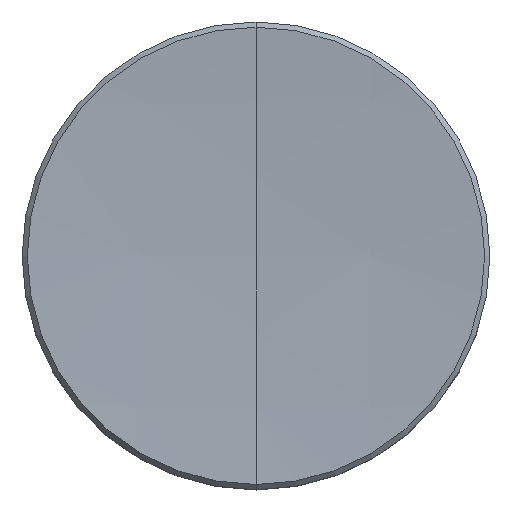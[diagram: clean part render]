
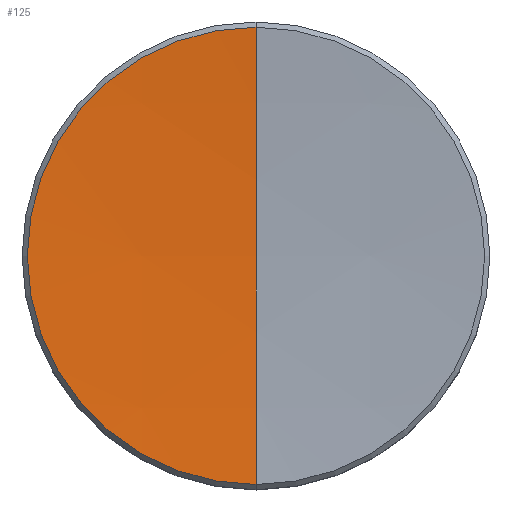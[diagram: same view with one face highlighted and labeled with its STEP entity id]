
A CAD part, top view. The second image highlights one B-rep face of the part: STEP entity #125.
In plain terms, the highlighted spherical face has radius 92 mm.
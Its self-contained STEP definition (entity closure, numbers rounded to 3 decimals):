
#37 = ORIENTED_EDGE ( 'NONE', *, *, #121, .T. ) ;
#38 = VERTEX_POINT ( 'NONE', #181 ) ;
#66 = ORIENTED_EDGE ( 'NONE', *, *, #67, .F. ) ;
#67 = EDGE_CURVE ( 'NONE', #105, #38, #145, .T. ) ;
#103 = EDGE_LOOP ( 'NONE', ( #122, #37, #66 ) ) ;
#105 = VERTEX_POINT ( 'NONE', #207 ) ;
#106 = VERTEX_POINT ( 'NONE', #206 ) ;
#121 = EDGE_CURVE ( 'NONE', #106, #38, #375, .T. ) ;
#122 = ORIENTED_EDGE ( 'NONE', *, *, #123, .F. ) ;
#123 = EDGE_CURVE ( 'NONE', #106, #105, #369, .T. ) ;
#125 = ADVANCED_FACE ( 'NONE', ( #364 ), #388, .F. ) ;
#142 = DIRECTION ( 'NONE',  ( -1., 0., 0. ) ) ;
#143 = CARTESIAN_POINT ( 'NONE',  ( 0., 0., 94. ) ) ;
#144 = AXIS2_PLACEMENT_3D ( 'NONE', #143, #142, #194 ) ;
#145 = CIRCLE ( 'NONE', #144, 92. ) ;
#181 = CARTESIAN_POINT ( 'NONE',  ( 0., 0., 2. ) ) ;
#194 = DIRECTION ( 'NONE',  ( 0., 0., 1. ) ) ;
#206 = CARTESIAN_POINT ( 'NONE',  ( 0., -6.209, 2.21 ) ) ;
#207 = CARTESIAN_POINT ( 'NONE',  ( 0., 6.209, 2.21 ) ) ;
#364 = FACE_OUTER_BOUND ( 'NONE', #103, .T. ) ;
#365 = DIRECTION ( 'NONE',  ( 0., 1., 0. ) ) ;
#366 = DIRECTION ( 'NONE',  ( 0., 0., -1. ) ) ;
#367 = CARTESIAN_POINT ( 'NONE',  ( 0., 0., 2.21 ) ) ;
#368 = AXIS2_PLACEMENT_3D ( 'NONE', #367, #366, #365 ) ;
#369 = CIRCLE ( 'NONE', #368, 6.209 ) ;
#371 = DIRECTION ( 'NONE',  ( 0., 1., 0. ) ) ;
#372 = DIRECTION ( 'NONE',  ( 1., 0., 0. ) ) ;
#373 = CARTESIAN_POINT ( 'NONE',  ( 0., 0., 94. ) ) ;
#374 = AXIS2_PLACEMENT_3D ( 'NONE', #373, #372, #371 ) ;
#375 = CIRCLE ( 'NONE', #374, 92. ) ;
#383 = DIRECTION ( 'NONE',  ( 0., 1., 0. ) ) ;
#384 = DIRECTION ( 'NONE',  ( 1., 0., 0. ) ) ;
#385 = CARTESIAN_POINT ( 'NONE',  ( 0., 0., 94. ) ) ;
#386 = AXIS2_PLACEMENT_3D ( 'NONE', #385, #384, #383 ) ;
#388 = SPHERICAL_SURFACE ( 'NONE', #386, 92. ) ;
